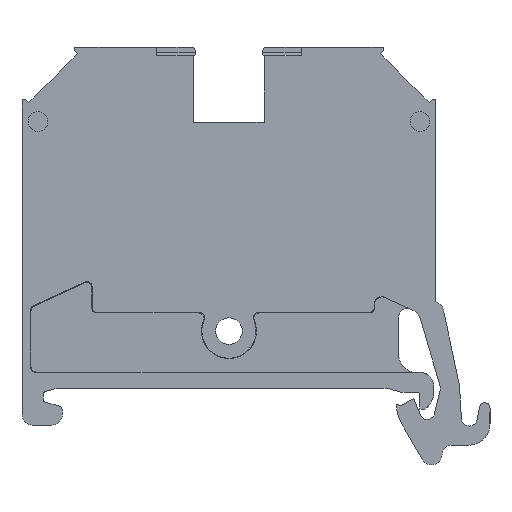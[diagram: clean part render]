
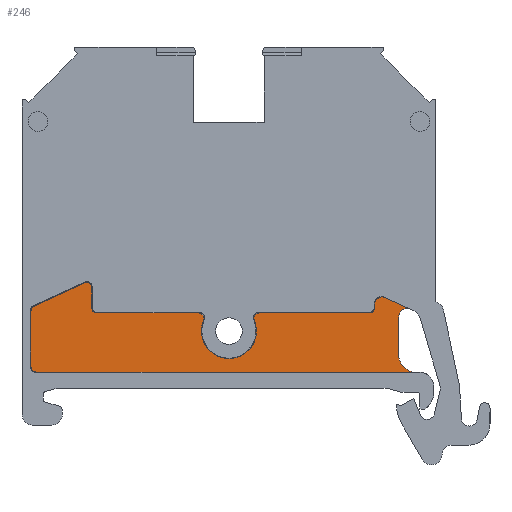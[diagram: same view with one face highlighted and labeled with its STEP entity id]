
A CAD part, left-side view. The second image highlights one B-rep face of the part: STEP entity #246.
In plain terms, the highlighted planar face has unit normal (-1, 0, 0).
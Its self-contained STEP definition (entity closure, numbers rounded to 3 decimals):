
#75=AXIS2_PLACEMENT_3D('Plane Axis2P3D',#72,#73,#74) ;
#79=AXIS2_PLACEMENT_3D('Circle Axis2P3D',#77,#78,$) ;
#88=AXIS2_PLACEMENT_3D('Circle Axis2P3D',#86,#87,$) ;
#93=AXIS2_PLACEMENT_3D('Circle Axis2P3D',#91,#92,$) ;
#107=AXIS2_PLACEMENT_3D('Circle Axis2P3D',#105,#106,$) ;
#114=AXIS2_PLACEMENT_3D('Circle Axis2P3D',#112,#113,$) ;
#121=AXIS2_PLACEMENT_3D('Circle Axis2P3D',#119,#120,$) ;
#135=AXIS2_PLACEMENT_3D('Circle Axis2P3D',#133,#134,$) ;
#149=AXIS2_PLACEMENT_3D('Circle Axis2P3D',#147,#148,$) ;
#163=AXIS2_PLACEMENT_3D('Circle Axis2P3D',#161,#162,$) ;
#177=AXIS2_PLACEMENT_3D('Circle Axis2P3D',#175,#176,$) ;
#191=AXIS2_PLACEMENT_3D('Circle Axis2P3D',#189,#190,$) ;
#205=AXIS2_PLACEMENT_3D('Circle Axis2P3D',#203,#204,$) ;
#43=CARTESIAN_POINT('Vertex',(2.,10.868,15.126)) ;
#57=CARTESIAN_POINT('Vertex',(2.,10.868,14.806)) ;
#60=CARTESIAN_POINT('Line Origine',(2.,10.868,14.966)) ;
#72=CARTESIAN_POINT('Axis2P3D Location',(2.,24.599,6.85)) ;
#77=CARTESIAN_POINT('Axis2P3D Location',(2.,10.168,15.126)) ;
#81=CARTESIAN_POINT('Vertex',(2.,9.874,15.762)) ;
#83=CARTESIAN_POINT('Vertex',(2.,9.883,15.766)) ;
#86=CARTESIAN_POINT('Axis2P3D Location',(2.,10.168,15.126)) ;
#91=CARTESIAN_POINT('Axis2P3D Location',(2.,11.368,14.806)) ;
#95=CARTESIAN_POINT('Vertex',(2.,11.367,14.306)) ;
#98=CARTESIAN_POINT('Line Origine',(2.,16.559,14.306)) ;
#102=CARTESIAN_POINT('Vertex',(2.,21.75,14.306)) ;
#105=CARTESIAN_POINT('Axis2P3D Location',(2.,21.75,13.806)) ;
#109=CARTESIAN_POINT('Vertex',(2.,22.21,13.611)) ;
#112=CARTESIAN_POINT('Axis2P3D Location',(2.,24.599,12.6)) ;
#116=CARTESIAN_POINT('Vertex',(2.,26.987,13.611)) ;
#119=CARTESIAN_POINT('Axis2P3D Location',(2.,27.447,13.806)) ;
#123=CARTESIAN_POINT('Vertex',(2.,27.447,14.306)) ;
#126=CARTESIAN_POINT('Line Origine',(2.,32.239,14.306)) ;
#130=CARTESIAN_POINT('Vertex',(2.,37.03,14.306)) ;
#133=CARTESIAN_POINT('Axis2P3D Location',(2.,37.03,14.806)) ;
#137=CARTESIAN_POINT('Vertex',(2.,37.53,14.806)) ;
#140=CARTESIAN_POINT('Line Origine',(2.,37.53,15.746)) ;
#144=CARTESIAN_POINT('Vertex',(2.,37.53,16.686)) ;
#147=CARTESIAN_POINT('Axis2P3D Location',(2.,38.03,16.686)) ;
#151=CARTESIAN_POINT('Vertex',(2.,38.239,17.139)) ;
#154=CARTESIAN_POINT('Line Origine',(2.,40.602,16.049)) ;
#158=CARTESIAN_POINT('Vertex',(2.,42.965,14.958)) ;
#161=CARTESIAN_POINT('Axis2P3D Location',(2.,42.755,14.504)) ;
#165=CARTESIAN_POINT('Vertex',(2.,43.255,14.504)) ;
#168=CARTESIAN_POINT('Line Origine',(2.,43.255,11.874)) ;
#172=CARTESIAN_POINT('Vertex',(2.,43.255,9.244)) ;
#175=CARTESIAN_POINT('Axis2P3D Location',(2.,42.755,9.244)) ;
#179=CARTESIAN_POINT('Vertex',(2.,42.755,8.744)) ;
#182=CARTESIAN_POINT('Line Origine',(2.,25.025,8.744)) ;
#186=CARTESIAN_POINT('Vertex',(2.,7.294,8.744)) ;
#189=CARTESIAN_POINT('Axis2P3D Location',(2.,6.911,10.4)) ;
#193=CARTESIAN_POINT('Vertex',(2.,8.612,10.4)) ;
#196=CARTESIAN_POINT('Line Origine',(2.,8.612,12.16)) ;
#200=CARTESIAN_POINT('Vertex',(2.,8.612,13.921)) ;
#203=CARTESIAN_POINT('Axis2P3D Location',(2.,7.812,13.921)) ;
#207=CARTESIAN_POINT('Vertex',(2.,7.491,14.653)) ;
#210=CARTESIAN_POINT('Line Origine',(2.,7.33,14.583)) ;
#214=CARTESIAN_POINT('Vertex',(2.,7.169,14.513)) ;
#217=CARTESIAN_POINT('Line Origine',(2.,8.522,15.137)) ;
#61=DIRECTION('Vector Direction',(0.,0.,1.)) ;
#73=DIRECTION('Axis2P3D Direction',(-1.,0.,0.)) ;
#74=DIRECTION('Axis2P3D XDirection',(0.,1.,0.)) ;
#78=DIRECTION('Axis2P3D Direction',(-1.,0.,0.)) ;
#87=DIRECTION('Axis2P3D Direction',(-1.,0.,0.)) ;
#92=DIRECTION('Axis2P3D Direction',(-1.,0.,0.)) ;
#99=DIRECTION('Vector Direction',(0.,-1.,0.)) ;
#106=DIRECTION('Axis2P3D Direction',(-1.,0.,0.)) ;
#113=DIRECTION('Axis2P3D Direction',(-1.,0.,0.)) ;
#120=DIRECTION('Axis2P3D Direction',(-1.,0.,0.)) ;
#127=DIRECTION('Vector Direction',(0.,-1.,0.)) ;
#134=DIRECTION('Axis2P3D Direction',(-1.,0.,0.)) ;
#141=DIRECTION('Vector Direction',(0.,0.,-1.)) ;
#148=DIRECTION('Axis2P3D Direction',(-1.,0.,0.)) ;
#155=DIRECTION('Vector Direction',(0.,-0.908,0.419)) ;
#162=DIRECTION('Axis2P3D Direction',(-1.,0.,0.)) ;
#169=DIRECTION('Vector Direction',(0.,0.,1.)) ;
#176=DIRECTION('Axis2P3D Direction',(-1.,0.,0.)) ;
#183=DIRECTION('Vector Direction',(0.,1.,0.)) ;
#190=DIRECTION('Axis2P3D Direction',(-1.,0.,0.)) ;
#197=DIRECTION('Vector Direction',(0.,0.,-1.)) ;
#204=DIRECTION('Axis2P3D Direction',(-1.,0.,0.)) ;
#211=DIRECTION('Vector Direction',(0.,0.916,0.401)) ;
#218=DIRECTION('Vector Direction',(0.,-0.908,-0.419)) ;
#62=VECTOR('Line Direction',#61,1.) ;
#100=VECTOR('Line Direction',#99,1.) ;
#128=VECTOR('Line Direction',#127,1.) ;
#142=VECTOR('Line Direction',#141,1.) ;
#156=VECTOR('Line Direction',#155,1.) ;
#170=VECTOR('Line Direction',#169,1.) ;
#184=VECTOR('Line Direction',#183,1.) ;
#198=VECTOR('Line Direction',#197,1.) ;
#212=VECTOR('Line Direction',#211,1.) ;
#219=VECTOR('Line Direction',#218,1.) ;
#223=ORIENTED_EDGE('',*,*,#85,.T.) ;
#224=ORIENTED_EDGE('',*,*,#90,.T.) ;
#225=ORIENTED_EDGE('',*,*,#64,.T.) ;
#226=ORIENTED_EDGE('',*,*,#97,.T.) ;
#227=ORIENTED_EDGE('',*,*,#104,.T.) ;
#228=ORIENTED_EDGE('',*,*,#111,.T.) ;
#229=ORIENTED_EDGE('',*,*,#118,.T.) ;
#230=ORIENTED_EDGE('',*,*,#125,.T.) ;
#231=ORIENTED_EDGE('',*,*,#132,.T.) ;
#232=ORIENTED_EDGE('',*,*,#139,.T.) ;
#233=ORIENTED_EDGE('',*,*,#146,.T.) ;
#234=ORIENTED_EDGE('',*,*,#153,.T.) ;
#235=ORIENTED_EDGE('',*,*,#160,.T.) ;
#236=ORIENTED_EDGE('',*,*,#167,.T.) ;
#237=ORIENTED_EDGE('',*,*,#174,.T.) ;
#238=ORIENTED_EDGE('',*,*,#181,.T.) ;
#239=ORIENTED_EDGE('',*,*,#188,.T.) ;
#240=ORIENTED_EDGE('',*,*,#195,.T.) ;
#241=ORIENTED_EDGE('',*,*,#202,.T.) ;
#242=ORIENTED_EDGE('',*,*,#209,.T.) ;
#243=ORIENTED_EDGE('',*,*,#216,.T.) ;
#244=ORIENTED_EDGE('',*,*,#221,.F.) ;
#246=ADVANCED_FACE('KLTR SAK2.5/35.1\\Hauptk\X2\00F6\X0\rper',(#245),#76,.T.) ;
#80=CIRCLE('generated circle',#79,0.7) ;
#89=CIRCLE('generated circle',#88,0.7) ;
#94=CIRCLE('generated circle',#93,0.5) ;
#108=CIRCLE('generated circle',#107,0.5) ;
#115=CIRCLE('generated circle',#114,2.594) ;
#122=CIRCLE('generated circle',#121,0.5) ;
#136=CIRCLE('generated circle',#135,0.5) ;
#150=CIRCLE('generated circle',#149,0.5) ;
#164=CIRCLE('generated circle',#163,0.5) ;
#178=CIRCLE('generated circle',#177,0.5) ;
#192=CIRCLE('generated circle',#191,1.7) ;
#206=CIRCLE('generated circle',#205,0.8) ;
#64=EDGE_CURVE('',#44,#58,#63,.F.) ;
#85=EDGE_CURVE('',#82,#84,#80,.T.) ;
#90=EDGE_CURVE('',#84,#44,#89,.T.) ;
#97=EDGE_CURVE('',#58,#96,#94,.F.) ;
#104=EDGE_CURVE('',#96,#103,#101,.F.) ;
#111=EDGE_CURVE('',#103,#110,#108,.T.) ;
#118=EDGE_CURVE('',#110,#117,#115,.F.) ;
#125=EDGE_CURVE('',#117,#124,#122,.T.) ;
#132=EDGE_CURVE('',#124,#131,#129,.F.) ;
#139=EDGE_CURVE('',#131,#138,#136,.F.) ;
#146=EDGE_CURVE('',#138,#145,#143,.F.) ;
#153=EDGE_CURVE('',#145,#152,#150,.T.) ;
#160=EDGE_CURVE('',#152,#159,#157,.F.) ;
#167=EDGE_CURVE('',#159,#166,#164,.T.) ;
#174=EDGE_CURVE('',#166,#173,#171,.F.) ;
#181=EDGE_CURVE('',#173,#180,#178,.T.) ;
#188=EDGE_CURVE('',#180,#187,#185,.F.) ;
#195=EDGE_CURVE('',#187,#194,#192,.F.) ;
#202=EDGE_CURVE('',#194,#201,#199,.F.) ;
#209=EDGE_CURVE('',#201,#208,#206,.F.) ;
#216=EDGE_CURVE('',#208,#215,#213,.F.) ;
#221=EDGE_CURVE('',#82,#215,#220,.T.) ;
#222=EDGE_LOOP('',(#223,#224,#225,#226,#227,#228,#229,#230,#231,#232,#233,#234,#235,#236,#237,#238,#239,#240,#241,#242,#243,#244)) ;
#245=FACE_OUTER_BOUND('',#222,.T.) ;
#63=LINE('Line',#60,#62) ;
#101=LINE('Line',#98,#100) ;
#129=LINE('Line',#126,#128) ;
#143=LINE('Line',#140,#142) ;
#157=LINE('Line',#154,#156) ;
#171=LINE('Line',#168,#170) ;
#185=LINE('Line',#182,#184) ;
#199=LINE('Line',#196,#198) ;
#213=LINE('Line',#210,#212) ;
#220=LINE('Line',#217,#219) ;
#76=PLANE('',#75) ;
#44=VERTEX_POINT('',#43) ;
#58=VERTEX_POINT('',#57) ;
#82=VERTEX_POINT('',#81) ;
#84=VERTEX_POINT('',#83) ;
#96=VERTEX_POINT('',#95) ;
#103=VERTEX_POINT('',#102) ;
#110=VERTEX_POINT('',#109) ;
#117=VERTEX_POINT('',#116) ;
#124=VERTEX_POINT('',#123) ;
#131=VERTEX_POINT('',#130) ;
#138=VERTEX_POINT('',#137) ;
#145=VERTEX_POINT('',#144) ;
#152=VERTEX_POINT('',#151) ;
#159=VERTEX_POINT('',#158) ;
#166=VERTEX_POINT('',#165) ;
#173=VERTEX_POINT('',#172) ;
#180=VERTEX_POINT('',#179) ;
#187=VERTEX_POINT('',#186) ;
#194=VERTEX_POINT('',#193) ;
#201=VERTEX_POINT('',#200) ;
#208=VERTEX_POINT('',#207) ;
#215=VERTEX_POINT('',#214) ;
